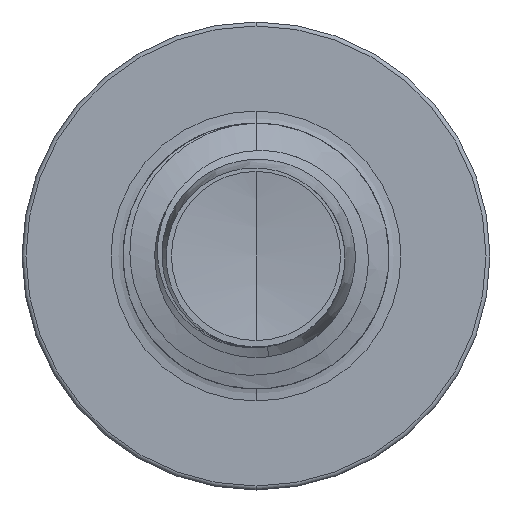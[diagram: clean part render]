
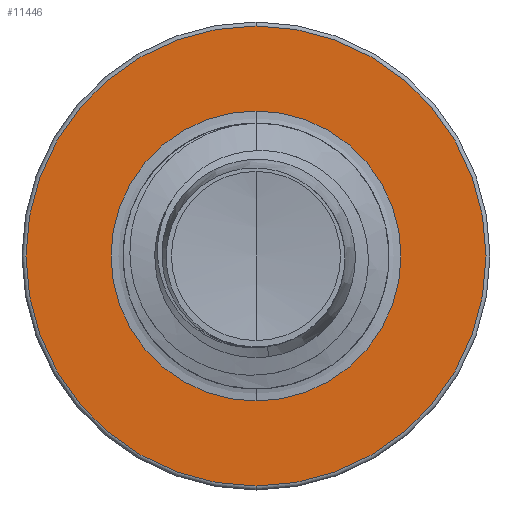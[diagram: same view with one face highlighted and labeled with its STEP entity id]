
A CAD part, front view. The second image highlights one B-rep face of the part: STEP entity #11446.
In plain terms, the highlighted planar face has unit normal (0, -1, 0).
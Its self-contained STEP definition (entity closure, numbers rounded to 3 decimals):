
#540 = AXIS2_PLACEMENT_3D ( 'NONE', #17956, #9692, #21183 ) ;
#715 = EDGE_CURVE ( 'NONE', #1200, #5844, #19127, .T. ) ;
#1200 = VERTEX_POINT ( 'NONE', #6310 ) ;
#1360 = FACE_BOUND ( 'NONE', #8467, .T. ) ;
#1638 = EDGE_CURVE ( 'NONE', #5844, #1200, #15626, .T. ) ;
#2947 = ORIENTED_EDGE ( 'NONE', *, *, #1638, .T. ) ;
#3295 = ORIENTED_EDGE ( 'NONE', *, *, #21657, .F. ) ;
#4458 = EDGE_CURVE ( 'NONE', #8134, #19695, #7141, .T. ) ;
#4578 = ORIENTED_EDGE ( 'NONE', *, *, #4458, .F. ) ;
#5844 = VERTEX_POINT ( 'NONE', #8946 ) ;
#6310 = CARTESIAN_POINT ( 'NONE',  ( 0., 6.5, 1.363 ) ) ;
#6777 = DIRECTION ( 'NONE',  ( 0., 1., 0. ) ) ;
#7141 = CIRCLE ( 'NONE', #17174, 2.163 ) ;
#8134 = VERTEX_POINT ( 'NONE', #14127 ) ;
#8373 = CARTESIAN_POINT ( 'NONE',  ( 0., 6.5, 0. ) ) ;
#8467 = EDGE_LOOP ( 'NONE', ( #10937, #2947 ) ) ;
#8925 = DIRECTION ( 'NONE',  ( 0., 0., 1. ) ) ;
#8946 = CARTESIAN_POINT ( 'NONE',  ( 0., 6.5, -1.363 ) ) ;
#9365 = CARTESIAN_POINT ( 'NONE',  ( 0., 6.5, 0. ) ) ;
#9392 = DIRECTION ( 'NONE',  ( 0., 1., 0. ) ) ;
#9692 = DIRECTION ( 'NONE',  ( 0., 1., 0. ) ) ;
#10076 = DIRECTION ( 'NONE',  ( 0., 0., 1. ) ) ;
#10631 = DIRECTION ( 'NONE',  ( 0., 0., 1. ) ) ;
#10650 = DIRECTION ( 'NONE',  ( 0., 1., 0. ) ) ;
#10653 = CARTESIAN_POINT ( 'NONE',  ( 0., 6.5, 0. ) ) ;
#10937 = ORIENTED_EDGE ( 'NONE', *, *, #715, .T. ) ;
#11446 = ADVANCED_FACE ( 'NONE', ( #14828, #1360 ), #14778, .F. ) ;
#12403 = EDGE_LOOP ( 'NONE', ( #4578, #3295 ) ) ;
#12694 = AXIS2_PLACEMENT_3D ( 'NONE', #9365, #6777, #8925 ) ;
#14105 = AXIS2_PLACEMENT_3D ( 'NONE', #10653, #10650, #10631 ) ;
#14127 = CARTESIAN_POINT ( 'NONE',  ( 0., 6.5, 2.163 ) ) ;
#14143 = AXIS2_PLACEMENT_3D ( 'NONE', #19291, #9392, #20890 ) ;
#14255 = CIRCLE ( 'NONE', #14143, 2.163 ) ;
#14778 = PLANE ( 'NONE',  #540 ) ;
#14828 = FACE_OUTER_BOUND ( 'NONE', #12403, .T. ) ;
#15626 = CIRCLE ( 'NONE', #14105, 1.363 ) ;
#16652 = CARTESIAN_POINT ( 'NONE',  ( 0., 6.5, -2.162 ) ) ;
#17174 = AXIS2_PLACEMENT_3D ( 'NONE', #8373, #19916, #10076 ) ;
#17956 = CARTESIAN_POINT ( 'NONE',  ( 0., 6.5, -1.363 ) ) ;
#19127 = CIRCLE ( 'NONE', #12694, 1.363 ) ;
#19291 = CARTESIAN_POINT ( 'NONE',  ( 0., 6.5, 0. ) ) ;
#19695 = VERTEX_POINT ( 'NONE', #16652 ) ;
#19916 = DIRECTION ( 'NONE',  ( 0., 1., 0. ) ) ;
#20890 = DIRECTION ( 'NONE',  ( 0., 0., 1. ) ) ;
#21183 = DIRECTION ( 'NONE',  ( 0., 0., 1. ) ) ;
#21657 = EDGE_CURVE ( 'NONE', #19695, #8134, #14255, .T. ) ;
